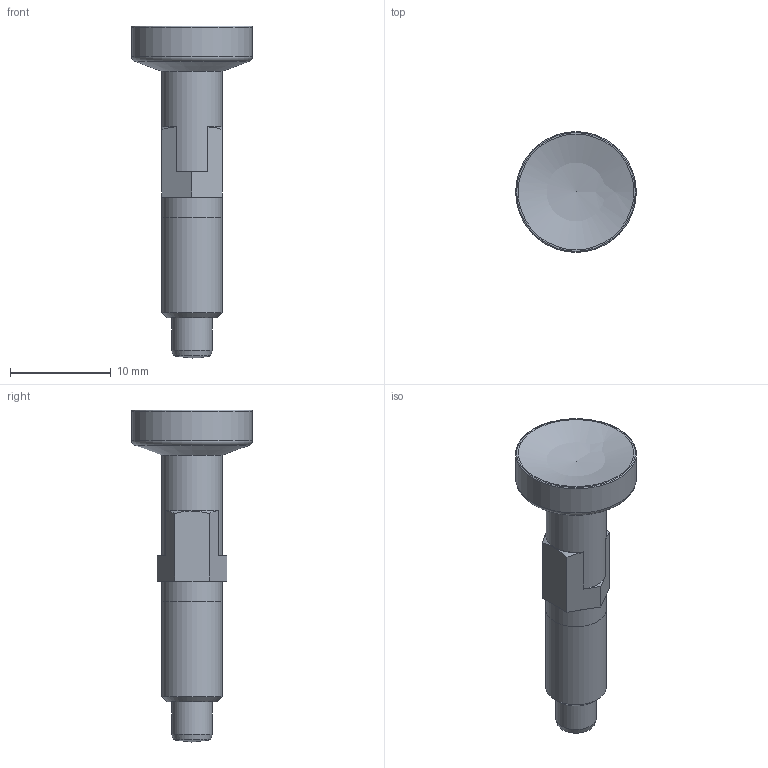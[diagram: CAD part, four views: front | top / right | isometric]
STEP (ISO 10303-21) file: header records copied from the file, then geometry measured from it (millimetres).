
FILE_DESCRIPTION( ( 'Unknown' ), '1' );
FILE_NAME( '7747070_PSAX_12.stp', 'Unknown', ( 'Unknown' ), ( 'Unknown' ), 'PSStep 14.0', 'Unknown', ' ' );
FILE_SCHEMA( ( 'AUTOMOTIVE_DESIGN { 1 0 10303 214 1 1 1 1 }' ) );
Length unit declared in the file: millimetre
Products named in the file (1): PSA12_stampato
Bounding box: 12 x 12 x 33 mm (x, y, z)
Volume: 1110.2 mm3; surface area: 952.2 mm2
Topology: 1 solids, 2 shells, 42 faces, 97 edges, 59 vertices
Faces by surface type: plane 26, cylinder 7, cone 5, torus 2, sphere 2
Full cylindrical faces by diameter (mm): 4 x1, 6 x3, 12 x1
Entity records: 1444 total; most frequent: CARTESIAN_POINT 223, DIRECTION 184, ORIENTED_EDGE 160, EDGE_CURVE 80, AXIS2_PLACEMENT_3D 71, EDGE_LOOP 54, VERTEX_POINT 54, FACE_OUTER_BOUND 49
